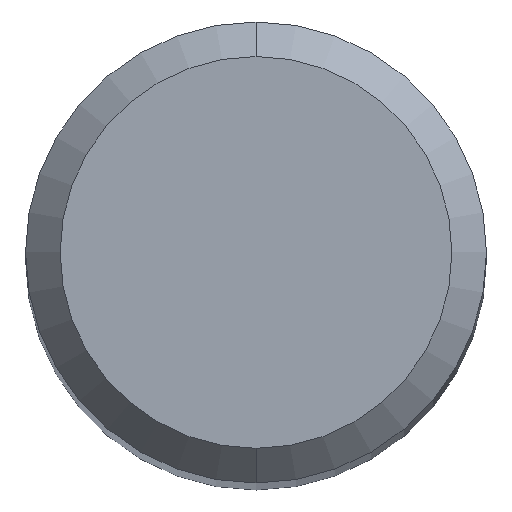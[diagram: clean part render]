
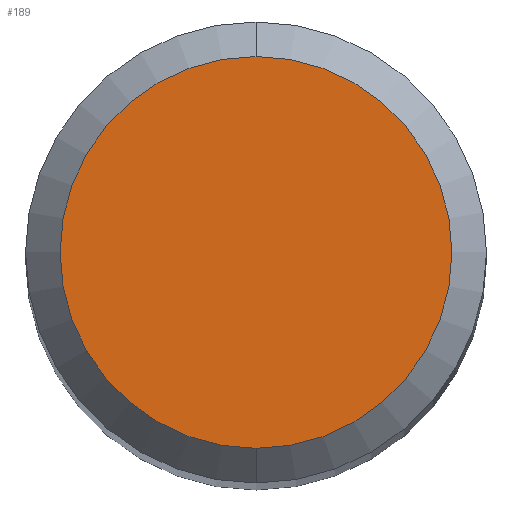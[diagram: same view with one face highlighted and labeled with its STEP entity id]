
A CAD part, top view. The second image highlights one B-rep face of the part: STEP entity #189.
In plain terms, the highlighted planar face has unit normal (0, 0, 1).
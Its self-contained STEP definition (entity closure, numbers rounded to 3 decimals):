
#189=ADVANCED_FACE('',(#506),#507,.T.);
#305=VERTEX_POINT('',#634);
#401=EDGE_CURVE('',#409,#305,#741,.T.);
#409=VERTEX_POINT('',#749);
#475=EDGE_CURVE('',#305,#409,#823,.T.);
#506=FACE_OUTER_BOUND('',#848,.T.);
#507=PLANE('',#849);
#634=CARTESIAN_POINT('',(0.0,1.7,0.0));
#741=CIRCLE('',#1281,1.7);
#749=CARTESIAN_POINT('',(0.,-1.7,0.0));
#823=CIRCLE('',#1478,1.7);
#848=EDGE_LOOP('',(#1498,#1499));
#849=AXIS2_PLACEMENT_3D('',#1500,#1501,#1502);
#1281=AXIS2_PLACEMENT_3D('',#1749,#1750,#1751);
#1478=AXIS2_PLACEMENT_3D('',#1845,#1846,#1847);
#1498=ORIENTED_EDGE('',*,*,#475,.F.);
#1499=ORIENTED_EDGE('',*,*,#401,.F.);
#1500=CARTESIAN_POINT('',(0.0,0.85,0.0));
#1501=DIRECTION('',(-0.0,0.0,1.0));
#1502=DIRECTION('',(0.0,-1.0,0.0));
#1749=CARTESIAN_POINT('',(0.0,0.0,0.0));
#1750=DIRECTION('',(0.0,0.0,-1.0));
#1751=DIRECTION('',(0.0,1.0,0.0));
#1845=CARTESIAN_POINT('',(0.0,0.0,0.0));
#1846=DIRECTION('',(0.0,0.0,-1.0));
#1847=DIRECTION('',(0.0,1.0,0.0));
